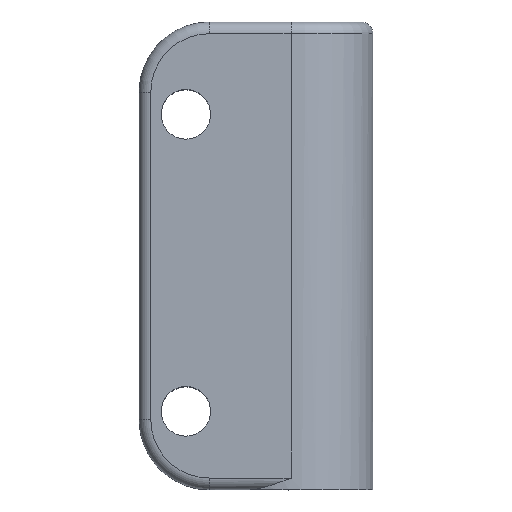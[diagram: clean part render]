
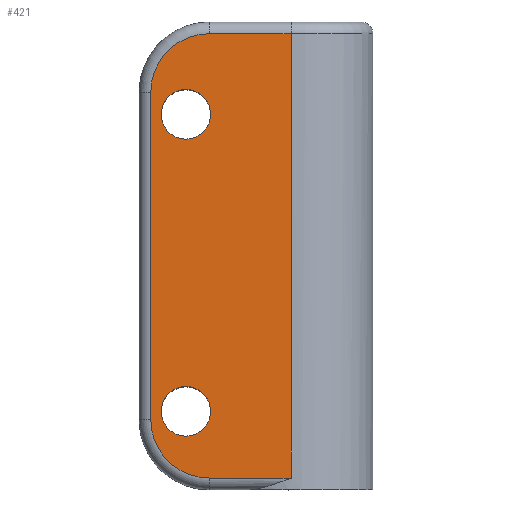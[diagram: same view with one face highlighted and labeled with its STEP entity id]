
A CAD part, top view. The second image highlights one B-rep face of the part: STEP entity #421.
In plain terms, the highlighted planar face has unit normal (0, 0, 1).
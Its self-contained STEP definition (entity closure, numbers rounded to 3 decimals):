
#25=FACE_BOUND('',#78,.T.);
#26=FACE_BOUND('',#79,.T.);
#32=PLANE('',#487);
#49=FACE_OUTER_BOUND('',#77,.T.);
#77=EDGE_LOOP('',(#329,#330,#331,#332,#333,#334));
#78=EDGE_LOOP('',(#335));
#79=EDGE_LOOP('',(#336));
#101=LINE('',#699,#125);
#106=LINE('',#733,#130);
#108=LINE('',#749,#132);
#109=LINE('',#750,#133);
#125=VECTOR('',#556,10.);
#130=VECTOR('',#589,10.);
#132=VECTOR('',#603,10.);
#133=VECTOR('',#604,10.);
#158=CIRCLE('',#470,5.);
#163=CIRCLE('',#478,5.);
#169=CIRCLE('',#488,2.117);
#170=CIRCLE('',#489,2.117);
#192=VERTEX_POINT('',#691);
#194=VERTEX_POINT('',#697);
#196=VERTEX_POINT('',#703);
#200=VERTEX_POINT('',#718);
#201=VERTEX_POINT('',#720);
#203=VERTEX_POINT('',#726);
#206=VERTEX_POINT('',#751);
#207=VERTEX_POINT('',#753);
#234=EDGE_CURVE('',#194,#192,#101,.T.);
#237=EDGE_CURVE('',#196,#194,#158,.T.);
#245=EDGE_CURVE('',#200,#201,#163,.T.);
#249=EDGE_CURVE('',#203,#200,#106,.T.);
#255=EDGE_CURVE('',#201,#196,#108,.T.);
#256=EDGE_CURVE('',#203,#192,#109,.T.);
#257=EDGE_CURVE('',#206,#206,#169,.T.);
#258=EDGE_CURVE('',#207,#207,#170,.T.);
#329=ORIENTED_EDGE('',*,*,#237,.F.);
#330=ORIENTED_EDGE('',*,*,#255,.F.);
#331=ORIENTED_EDGE('',*,*,#245,.F.);
#332=ORIENTED_EDGE('',*,*,#249,.F.);
#333=ORIENTED_EDGE('',*,*,#256,.T.);
#334=ORIENTED_EDGE('',*,*,#234,.F.);
#335=ORIENTED_EDGE('',*,*,#257,.T.);
#336=ORIENTED_EDGE('',*,*,#258,.T.);
#421=ADVANCED_FACE('',(#49,#25,#26),#32,.T.);
#470=AXIS2_PLACEMENT_3D('',#705,#562,#563);
#478=AXIS2_PLACEMENT_3D('',#721,#581,#582);
#487=AXIS2_PLACEMENT_3D('',#748,#601,#602);
#488=AXIS2_PLACEMENT_3D('',#752,#605,#606);
#489=AXIS2_PLACEMENT_3D('',#754,#607,#608);
#556=DIRECTION('',(1.,0.,0.));
#562=DIRECTION('center_axis',(0.,0.,-1.));
#563=DIRECTION('ref_axis',(-0.473,0.881,0.));
#581=DIRECTION('center_axis',(0.,0.,-1.));
#582=DIRECTION('ref_axis',(-0.473,-0.881,0.));
#589=DIRECTION('',(-1.,0.,0.));
#601=DIRECTION('center_axis',(0.,0.,1.));
#602=DIRECTION('ref_axis',(1.,0.,0.));
#603=DIRECTION('',(0.,1.,0.));
#604=DIRECTION('',(0.,1.,0.));
#605=DIRECTION('center_axis',(0.,0.,-1.));
#606=DIRECTION('ref_axis',(-1.,0.,0.));
#607=DIRECTION('center_axis',(0.,0.,-1.));
#608=DIRECTION('ref_axis',(-1.,0.,0.));
#691=CARTESIAN_POINT('',(0.,49.,7.));
#697=CARTESIAN_POINT('',(-7.,49.,7.));
#699=CARTESIAN_POINT('',(-8.,49.,7.));
#703=CARTESIAN_POINT('',(-12.,44.,7.));
#705=CARTESIAN_POINT('Origin',(-7.,44.,7.));
#718=CARTESIAN_POINT('',(-7.,11.,7.));
#720=CARTESIAN_POINT('',(-12.,16.,7.));
#721=CARTESIAN_POINT('Origin',(-7.,16.,7.));
#726=CARTESIAN_POINT('',(0.,11.,7.));
#733=CARTESIAN_POINT('',(-8.,11.,7.));
#748=CARTESIAN_POINT('Origin',(-13.,0.,7.));
#749=CARTESIAN_POINT('',(-12.,0.,7.));
#750=CARTESIAN_POINT('',(0.,0.,7.));
#751=CARTESIAN_POINT('',(-6.883,16.7,7.));
#752=CARTESIAN_POINT('Origin',(-9.,16.7,7.));
#753=CARTESIAN_POINT('',(-6.883,42.1,7.));
#754=CARTESIAN_POINT('Origin',(-9.,42.1,7.));
